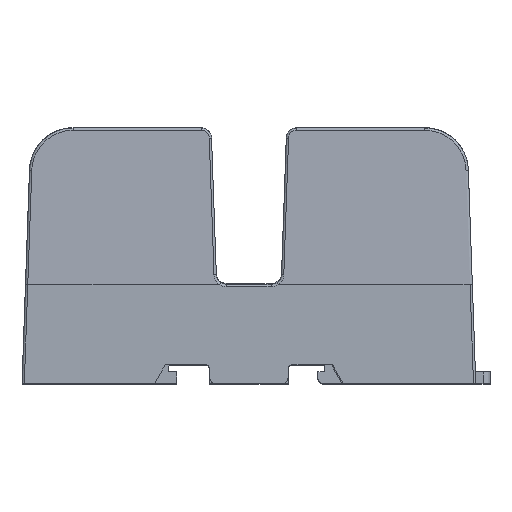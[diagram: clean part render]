
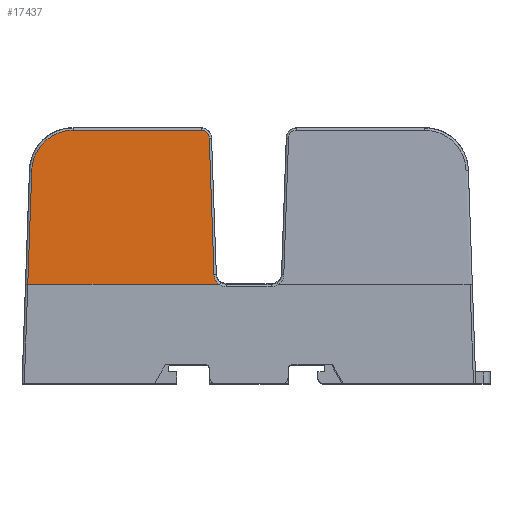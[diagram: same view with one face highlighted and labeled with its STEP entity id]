
A CAD part, top view. The second image highlights one B-rep face of the part: STEP entity #17437.
In plain terms, the highlighted planar face has unit normal (0, 0.018, 1).
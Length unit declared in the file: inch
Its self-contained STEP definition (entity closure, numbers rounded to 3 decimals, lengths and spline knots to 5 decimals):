
#2795 = DIRECTION ( 'NONE',  ( -0.035, 0.999, -0.017 ) ) ;
#3536 = CARTESIAN_POINT ( 'NONE',  ( -0.25297, 0.85012, 3.8525 ) ) ;
#4580 = CARTESIAN_POINT ( 'NONE',  ( -0.25317, 0.85001, 3.8525 ) ) ;
#5171 = CARTESIAN_POINT ( 'NONE',  ( -1.866, 1.83274, 3.83535 ) ) ;
#7365 = CARTESIAN_POINT ( 'NONE',  ( -1.95, 2.17535, 3.82937 ) ) ;
#8037 = ORIENTED_EDGE ( 'NONE', *, *, #162489, .T. ) ;
#10138 = CARTESIAN_POINT ( 'NONE',  ( -0.34089, 2.10779, 3.83055 ) ) ;
#16147 = ORIENTED_EDGE ( 'NONE', *, *, #141131, .T. ) ;
#17437 = ADVANCED_FACE ( 'NONE', ( #53810 ), #144302, .F. ) ;
#17492 = CARTESIAN_POINT ( 'NONE',  ( -0.25308, 0.85003, 3.8525 ) ) ;
#24600 = CARTESIAN_POINT ( 'NONE',  ( -1.866, 1.83274, 3.83535 ) ) ;
#25954 = ORIENTED_EDGE ( 'NONE', *, *, #129083, .T. ) ;
#29379 = LINE ( 'NONE', #7365, #163486 ) ;
#30358 = LINE ( 'NONE', #80334, #99448 ) ;
#30433 = CARTESIAN_POINT ( 'NONE',  ( -0.25302, 0.85007, 3.8525 ) ) ;
#36021 = CARTESIAN_POINT ( 'NONE',  ( -0.37097, 2.17535, 3.82937 ) ) ;
#38489 = CARTESIAN_POINT ( 'NONE',  ( -1.90038, 0.84827, 3.85253 ) ) ;
#39241 = CARTESIAN_POINT ( 'NONE',  ( -0.29876, 0.90126, 3.85161 ) ) ;
#40785 = DIRECTION ( 'NONE',  ( 0., -0.017, -1. ) ) ;
#42859 = EDGE_CURVE ( 'NONE', #141968, #166723, #130381, .T. ) ;
#43345 = AXIS2_PLACEMENT_3D ( 'NONE', #118657, #40785, #131711 ) ;
#43455 = CARTESIAN_POINT ( 'NONE',  ( -0.25298, 0.8501, 3.8525 ) ) ;
#44576 = CARTESIAN_POINT ( 'NONE',  ( -1.51122, 2.17535, 3.82937 ) ) ;
#46410 = EDGE_CURVE ( 'NONE', #66553, #111902, #151286, .T. ) ;
#46987 = CARTESIAN_POINT ( 'NONE',  ( -0.2533, 0.85, 3.8525 ) ) ;
#48083 = CARTESIAN_POINT ( 'NONE',  ( -1.95, 0.85, 3.8525 ) ) ;
#48673 = CARTESIAN_POINT ( 'NONE',  ( -1.90032, 0.85, 3.8525 ) ) ;
#51586 = DIRECTION ( 'NONE',  ( -0.035, -0.999, 0.017 ) ) ;
#53810 = FACE_OUTER_BOUND ( 'NONE', #100635, .T. ) ;
#56597 = CARTESIAN_POINT ( 'NONE',  ( -0.25297, 0.85011, 3.8525 ) ) ;
#57957 = CARTESIAN_POINT ( 'NONE',  ( -1.90031, 0.85, 3.8525 ) ) ;
#60916 = ORIENTED_EDGE ( 'NONE', *, *, #42859, .T. ) ;
#62357 = ORIENTED_EDGE ( 'NONE', *, *, #46410, .T. ) ;
#64907 = CARTESIAN_POINT ( 'NONE',  ( -0.2819, 0.87029, 3.85215 ) ) ;
#66553 = VERTEX_POINT ( 'NONE', #46987 ) ;
#67058 =( BOUNDED_CURVE ( )  B_SPLINE_CURVE ( 3, ( #10138, #113870, #36021, #126966 ),
 .UNSPECIFIED., .F., .F. ) 
 B_SPLINE_CURVE_WITH_KNOTS ( ( 4, 4 ),
 ( 4.7473, 6.28319 ),
 .UNSPECIFIED. ) 
 CURVE ( )  GEOMETRIC_REPRESENTATION_ITEM ( )  RATIONAL_B_SPLINE_CURVE ( ( 1., 0.813, 0.813, 1. ) ) 
 REPRESENTATION_ITEM ( '' )  );
#68282 = EDGE_CURVE ( 'NONE', #165668, #123567, #30358, .T. ) ;
#69107 = CARTESIAN_POINT ( 'NONE',  ( -0.25326, 0.85, 3.8525 ) ) ;
#72978 = EDGE_CURVE ( 'NONE', #96567, #82907, #29379, .T. ) ;
#75652 = CARTESIAN_POINT ( 'NONE',  ( -1.51122, 2.17535, 3.82937 ) ) ;
#76784 = CARTESIAN_POINT ( 'NONE',  ( -0.29999, 0.93651, 3.85099 ) ) ;
#80334 = CARTESIAN_POINT ( 'NONE',  ( -0.29898, 0.90764, 3.85149 ) ) ;
#82907 = VERTEX_POINT ( 'NONE', #44576 ) ;
#89284 = CARTESIAN_POINT ( 'NONE',  ( -1.71346, 2.17535, 3.82937 ) ) ;
#90718 = EDGE_CURVE ( 'NONE', #166723, #148247, #98905, .T. ) ;
#90768 = VECTOR ( 'NONE', #151514, 39.37008 ) ;
#95177 = CARTESIAN_POINT ( 'NONE',  ( -0.25312, 0.85002, 3.8525 ) ) ;
#96567 = VERTEX_POINT ( 'NONE', #110138 ) ;
#98905 = LINE ( 'NONE', #48083, #90768 ) ;
#99448 = VECTOR ( 'NONE', #2795, 39.37008 ) ;
#99763 = ORIENTED_EDGE ( 'NONE', *, *, #149412, .T. ) ;
#100635 = EDGE_LOOP ( 'NONE', ( #25954, #62357, #99763, #113966, #8037, #116014, #16147, #60916, #133940 ) ) ;
#102367 = CARTESIAN_POINT ( 'NONE',  ( -1.85894, 2.03486, 3.83182 ) ) ;
#108274 = CARTESIAN_POINT ( 'NONE',  ( -0.25304, 0.85005, 3.8525 ) ) ;
#110138 = CARTESIAN_POINT ( 'NONE',  ( -0.41085, 2.17535, 3.82937 ) ) ;
#111902 = VERTEX_POINT ( 'NONE', #3536 ) ;
#113870 = CARTESIAN_POINT ( 'NONE',  ( -0.34228, 2.14765, 3.82985 ) ) ;
#113966 = ORIENTED_EDGE ( 'NONE', *, *, #68282, .T. ) ;
#116014 = ORIENTED_EDGE ( 'NONE', *, *, #72978, .T. ) ;
#116631 = VECTOR ( 'NONE', #164179, 39.37008 ) ;
#118657 = CARTESIAN_POINT ( 'NONE',  ( -1.95, 0.85, 3.8525 ) ) ;
#121316 = CARTESIAN_POINT ( 'NONE',  ( -0.253, 0.85008, 3.8525 ) ) ;
#123567 = VERTEX_POINT ( 'NONE', #154061 ) ;
#124179 = DIRECTION ( 'NONE',  ( -1., 0., 0. ) ) ;
#126966 = CARTESIAN_POINT ( 'NONE',  ( -0.41085, 2.17535, 3.82937 ) ) ;
#129061 = CARTESIAN_POINT ( 'NONE',  ( -0.25297, 0.85012, 3.8525 ) ) ;
#129083 = EDGE_CURVE ( 'NONE', #148247, #66553, #151219, .T. ) ;
#130178 = CARTESIAN_POINT ( 'NONE',  ( -0.29999, 0.93651, 3.85099 ) ) ;
#130381 = LINE ( 'NONE', #38489, #160881 ) ;
#131711 = DIRECTION ( 'NONE',  ( 0., -1., 0.017 ) ) ;
#133940 = ORIENTED_EDGE ( 'NONE', *, *, #90718, .T. ) ;
#134424 = CARTESIAN_POINT ( 'NONE',  ( -0.25298, 0.85011, 3.8525 ) ) ;
#137477 =( BOUNDED_CURVE ( )  B_SPLINE_CURVE ( 3, ( #75652, #89284, #102367, #24600 ),
 .UNSPECIFIED., .F., .F. ) 
 B_SPLINE_CURVE_WITH_KNOTS ( ( 4, 4 ),
 ( 3.14159, 4.67748 ),
 .UNSPECIFIED. ) 
 CURVE ( )  GEOMETRIC_REPRESENTATION_ITEM ( )  RATIONAL_B_SPLINE_CURVE ( ( 1., 0.813, 0.813, 1. ) ) 
 REPRESENTATION_ITEM ( '' )  );
#141131 = EDGE_CURVE ( 'NONE', #82907, #141968, #137477, .T. ) ;
#141968 = VERTEX_POINT ( 'NONE', #5171 ) ;
#144302 = PLANE ( 'NONE',  #43345 ) ;
#146931 = CARTESIAN_POINT ( 'NONE',  ( -0.25321, 0.85, 3.8525 ) ) ;
#147479 = CARTESIAN_POINT ( 'NONE',  ( -0.25297, 0.85012, 3.8525 ) ) ;
#148247 = VERTEX_POINT ( 'NONE', #57957 ) ;
#149412 = EDGE_CURVE ( 'NONE', #111902, #165668, #163193, .T. ) ;
#151161 = CARTESIAN_POINT ( 'NONE',  ( -1.95, 0.85, 3.8525 ) ) ;
#151219 = LINE ( 'NONE', #151161, #116631 ) ;
#151286 = B_SPLINE_CURVE_WITH_KNOTS ( 'NONE', 3,
 ( #159926, #69107, #146931, #4580, #95177, #17492, #108274, #30433, #121316, #43455, #134424, #56597, #147479 ),
 .UNSPECIFIED., .F., .F.,
 ( 4, 3, 3, 3, 4 ),
 ( 0., 0., 0.00001, 0.00001, 0.00001 ),
 .UNSPECIFIED. ) ;
#151514 = DIRECTION ( 'NONE',  ( 1., 0., 0. ) ) ;
#154061 = CARTESIAN_POINT ( 'NONE',  ( -0.34089, 2.10779, 3.83055 ) ) ;
#159926 = CARTESIAN_POINT ( 'NONE',  ( -0.2533, 0.85, 3.8525 ) ) ;
#160881 = VECTOR ( 'NONE', #51586, 39.37008 ) ;
#162489 = EDGE_CURVE ( 'NONE', #123567, #96567, #67058, .T. ) ;
#163193 =( BOUNDED_CURVE ( )  B_SPLINE_CURVE ( 3, ( #129061, #64907, #39241, #130178 ),
 .UNSPECIFIED., .F., .F. ) 
 B_SPLINE_CURVE_WITH_KNOTS ( ( 4, 4 ),
 ( 3.75047, 4.67748 ),
 .UNSPECIFIED. ) 
 CURVE ( )  GEOMETRIC_REPRESENTATION_ITEM ( )  RATIONAL_B_SPLINE_CURVE ( ( 1., 0.93, 0.93, 1. ) ) 
 REPRESENTATION_ITEM ( '' )  );
#163486 = VECTOR ( 'NONE', #124179, 39.37008 ) ;
#164179 = DIRECTION ( 'NONE',  ( 1., 0., 0. ) ) ;
#165668 = VERTEX_POINT ( 'NONE', #76784 ) ;
#166723 = VERTEX_POINT ( 'NONE', #48673 ) ;
